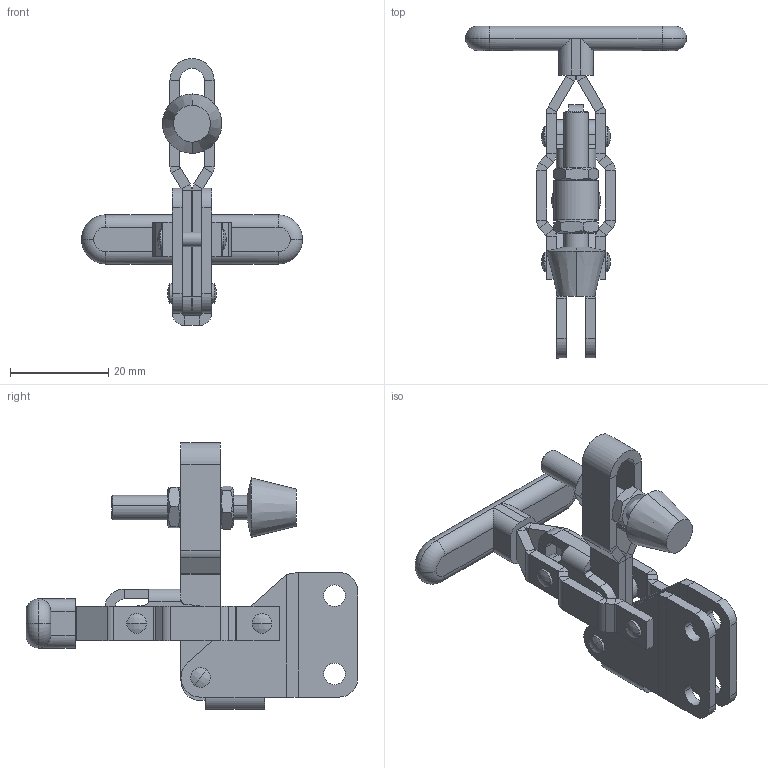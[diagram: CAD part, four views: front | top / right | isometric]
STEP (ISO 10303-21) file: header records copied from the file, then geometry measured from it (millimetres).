
FILE_DESCRIPTION (( 'STEP AP203' ), '1' );
FILE_NAME ('HS-101-AIT 装配体.STEP', '2018-12-07T01:05:03', ( 'PCOS' ), ( '微软中国' ), 'SwSTEP 2.0', 'SolidWorks 2012', '' );
FILE_SCHEMA (( 'CONFIG_CONTROL_DESIGN' ));
Length unit declared in the file: millimetre
Products named in the file (13): HS-101-AIT 蚾饜极; 揤裝蚾饜极; hexagon head bolts-full thread gb_GB_FASTENER_BOLT_STBAB A M5X30-C; hex thin nuts-grades ab-chamfered gb_GB_FASTENER_NUT_STNAB M5-N; 揤輸; T倰忒梟蚾饜极; 筵忒參; 忒梟; 揤參; 傻种; 蟀裝; 酗种; 眻菁釱
Assembly tree (16 placements, depth 3):
  HS-101-AIT 蚾饜极
    眻菁釱
    酗种  x2
    蟀裝
    傻种  x2
    揤參
    T倰忒梟蚾饜极
      忒梟  x2
      筵忒參
    揤裝蚾饜极
      揤輸
      hex thin nuts-grades ab-chamfered gb_GB_FASTENER_NUT_STNAB M5-N  x2
      hexagon head bolts-full thread gb_GB_FASTENER_BOLT_STBAB A M5X30-C
Bounding box: 45 x 67.51 x 54.3 mm (x, y, z)
Volume: 10431.9 mm3; surface area: 11917.5 mm2
Topology: 14 solids, 14 shells, 814 faces, 2015 edges, 1268 vertices
Faces by surface type: plane 453, cylinder 178, bspline 129, cone 30, sphere 16, torus 8
Entity records: 27559 total; most frequent: CARTESIAN_POINT 9538, ORIENTED_EDGE 3606, DIRECTION 3067, EDGE_CURVE 1803, LINE 1151, VECTOR 1151, VERTEX_POINT 1144, AXIS2_PLACEMENT_3D 958
